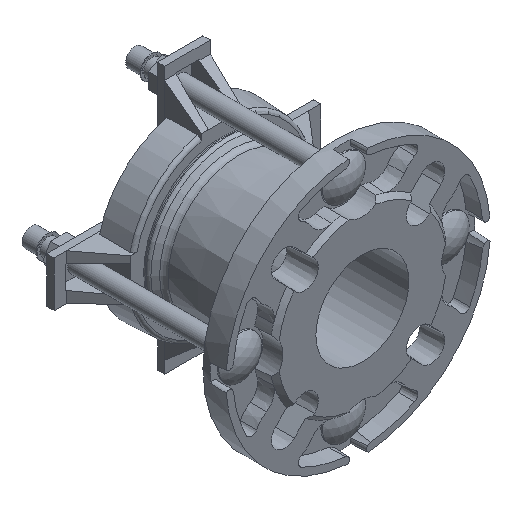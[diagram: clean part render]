
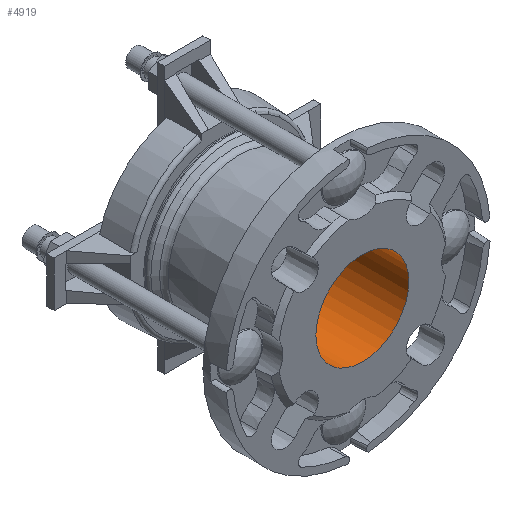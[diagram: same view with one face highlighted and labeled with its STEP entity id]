
A CAD part, isometric view. The second image highlights one B-rep face of the part: STEP entity #4919.
In plain terms, the highlighted cylindrical face has radius 32.5 mm (diameter 65 mm), a full revolution.
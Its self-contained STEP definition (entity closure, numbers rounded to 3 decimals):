
#306 = CARTESIAN_POINT ( 'NONE',  ( 0., 125.366, 32.5 ) ) ;
#307 = CARTESIAN_POINT ( 'NONE',  ( 0., 0., -32.5 ) ) ;
#714 = DIRECTION ( 'NONE',  ( 0., -1., 0. ) ) ;
#777 = CARTESIAN_POINT ( 'NONE',  ( 0., 0., 0. ) ) ;
#780 = DIRECTION ( 'NONE',  ( 0., 0., 1. ) ) ;
#788 = CARTESIAN_POINT ( 'NONE',  ( 0., 125.366, 0. ) ) ;
#823 = DIRECTION ( 'NONE',  ( 0., 0., -1. ) ) ;
#825 = DIRECTION ( 'NONE',  ( 0., -1., 0. ) ) ;
#1193 = EDGE_CURVE ( 'NONE', #10539, #10539, #4106, .T. ) ;
#1201 = EDGE_CURVE ( 'NONE', #10541, #10541, #4118, .T. ) ;
#1973 = EDGE_LOOP ( 'NONE', ( #2967 ) ) ;
#1986 = EDGE_LOOP ( 'NONE', ( #3030 ) ) ;
#2967 = ORIENTED_EDGE ( 'NONE', *, *, #1193, .F. ) ;
#3030 = ORIENTED_EDGE ( 'NONE', *, *, #1201, .T. ) ;
#4106 = CIRCLE ( 'NONE', #4729, 32.5 ) ;
#4118 = CIRCLE ( 'NONE', #4731, 32.5 ) ;
#4729 = AXIS2_PLACEMENT_3D ( 'NONE', #788, #714, #780 ) ;
#4731 = AXIS2_PLACEMENT_3D ( 'NONE', #777, #825, #823 ) ;
#4919 = ADVANCED_FACE ( 'NONE', ( #7616, #7625 ), #7627, .F. ) ;
#7616 = FACE_OUTER_BOUND ( 'NONE', #1986, .T. ) ;
#7625 = FACE_OUTER_BOUND ( 'NONE', #1973, .T. ) ;
#7627 = CYLINDRICAL_SURFACE ( 'NONE', #7765, 32.5 ) ;
#7765 = AXIS2_PLACEMENT_3D ( 'NONE', #9433, #9430, #9429 ) ;
#9429 = DIRECTION ( 'NONE',  ( 0., 0., -1. ) ) ;
#9430 = DIRECTION ( 'NONE',  ( 0., -1., 0. ) ) ;
#9433 = CARTESIAN_POINT ( 'NONE',  ( 0., 159., 0. ) ) ;
#10539 = VERTEX_POINT ( 'NONE', #306 ) ;
#10541 = VERTEX_POINT ( 'NONE', #307 ) ;
